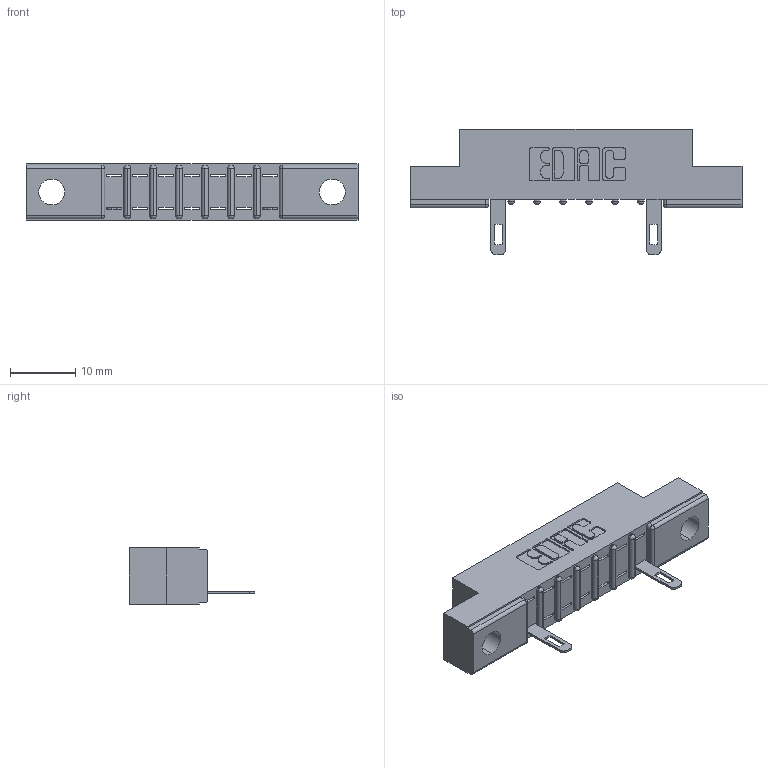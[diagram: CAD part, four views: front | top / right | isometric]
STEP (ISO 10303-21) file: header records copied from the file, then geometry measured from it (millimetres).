
FILE_DESCRIPTION (( 'STEP AP203' ), '1' );
FILE_NAME ('357-007-505-104.STEP', '2018-08-06T23:28:18', ( '' ), ( '' ), 'SwSTEP 2.0', 'SolidWorks 2016', '' );
FILE_SCHEMA (( 'CONFIG_CONTROL_DESIGN' ));
Length unit declared in the file: inch
Products named in the file (3): 357-007-505-104; 307 Part_.156 Dia Mounting Holes; 307-290-001_505
Assembly tree (3 placements, depth 2):
  357-007-505-104
    307 Part_.156 Dia Mounting Holes
    307-290-001_505  x2
Bounding box: 50.75 x 19.18 x 8.71 mm (x, y, z)
Volume: 3065.7 mm3; surface area: 3635.9 mm2
Topology: 3 solids, 3 shells, 352 faces, 1003 edges, 642 vertices
Faces by surface type: plane 216, cylinder 120, sphere 16
Entity records: 10548 total; most frequent: CARTESIAN_POINT 1789, ORIENTED_EDGE 1778, DIRECTION 1749, EDGE_CURVE 889, LINE 673, VECTOR 673, VERTEX_POINT 578, AXIS2_PLACEMENT_3D 538
